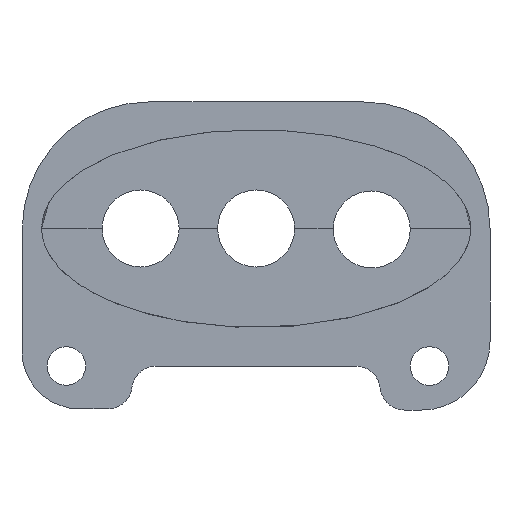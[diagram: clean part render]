
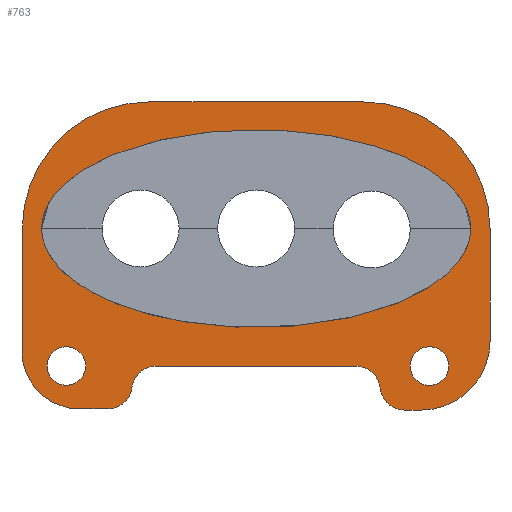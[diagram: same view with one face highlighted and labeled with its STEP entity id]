
A CAD part, front view. The second image highlights one B-rep face of the part: STEP entity #763.
In plain terms, the highlighted planar face has unit normal (0, -1, 0).
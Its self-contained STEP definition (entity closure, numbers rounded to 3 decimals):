
#21=FACE_BOUND('',#156,.T.);
#22=FACE_BOUND('',#157,.T.);
#23=FACE_BOUND('',#158,.T.);
#56=CIRCLE('',#828,3.5);
#57=CIRCLE('',#830,3.5);
#58=CIRCLE('',#832,4.5);
#59=CIRCLE('',#835,4.5);
#60=CIRCLE('',#838,12.5);
#61=CIRCLE('',#840,23.);
#62=CIRCLE('',#843,23.);
#63=CIRCLE('',#845,4.5);
#64=CIRCLE('',#847,4.5);
#65=CIRCLE('',#849,10.5);
#77=ELLIPSE('',#850,39.,18.);
#111=FACE_OUTER_BOUND('',#155,.T.);
#155=EDGE_LOOP('',(#624,#625,#626,#627,#628,#629,#630,#631,#632,#633,#634,
#635,#636,#637));
#156=EDGE_LOOP('',(#638));
#157=EDGE_LOOP('',(#639));
#158=EDGE_LOOP('',(#640));
#201=LINE('',#1210,#269);
#205=LINE('',#1217,#273);
#212=LINE('',#1237,#280);
#214=LINE('',#1243,#282);
#218=LINE('',#1255,#286);
#220=LINE('',#1267,#288);
#269=VECTOR('',#966,10.);
#273=VECTOR('',#972,10.);
#280=VECTOR('',#993,10.);
#282=VECTOR('',#1001,10.);
#286=VECTOR('',#1015,10.);
#288=VECTOR('',#1033,10.);
#347=VERTEX_POINT('',#1207);
#348=VERTEX_POINT('',#1209);
#349=VERTEX_POINT('',#1213);
#350=VERTEX_POINT('',#1215);
#351=VERTEX_POINT('',#1219);
#352=VERTEX_POINT('',#1223);
#353=VERTEX_POINT('',#1227);
#354=VERTEX_POINT('',#1229);
#355=VERTEX_POINT('',#1233);
#356=VERTEX_POINT('',#1235);
#357=VERTEX_POINT('',#1241);
#358=VERTEX_POINT('',#1247);
#359=VERTEX_POINT('',#1249);
#360=VERTEX_POINT('',#1253);
#361=VERTEX_POINT('',#1259);
#362=VERTEX_POINT('',#1265);
#363=VERTEX_POINT('',#1268);
#432=EDGE_CURVE('',#347,#348,#201,.T.);
#436=EDGE_CURVE('',#349,#350,#205,.T.);
#438=EDGE_CURVE('',#351,#351,#56,.T.);
#440=EDGE_CURVE('',#352,#352,#57,.T.);
#443=EDGE_CURVE('',#354,#353,#58,.T.);
#446=EDGE_CURVE('',#355,#356,#212,.T.);
#447=EDGE_CURVE('',#356,#353,#59,.F.);
#449=EDGE_CURVE('',#357,#354,#214,.T.);
#450=EDGE_CURVE('',#348,#357,#60,.T.);
#452=EDGE_CURVE('',#358,#359,#61,.T.);
#455=EDGE_CURVE('',#359,#360,#218,.T.);
#456=EDGE_CURVE('',#360,#347,#62,.T.);
#458=EDGE_CURVE('',#355,#361,#63,.T.);
#459=EDGE_CURVE('',#361,#350,#64,.T.);
#460=EDGE_CURVE('',#349,#362,#65,.T.);
#461=EDGE_CURVE('',#358,#362,#220,.T.);
#462=EDGE_CURVE('',#363,#363,#77,.T.);
#624=ORIENTED_EDGE('',*,*,#460,.F.);
#625=ORIENTED_EDGE('',*,*,#436,.T.);
#626=ORIENTED_EDGE('',*,*,#459,.F.);
#627=ORIENTED_EDGE('',*,*,#458,.F.);
#628=ORIENTED_EDGE('',*,*,#446,.T.);
#629=ORIENTED_EDGE('',*,*,#447,.T.);
#630=ORIENTED_EDGE('',*,*,#443,.F.);
#631=ORIENTED_EDGE('',*,*,#449,.F.);
#632=ORIENTED_EDGE('',*,*,#450,.F.);
#633=ORIENTED_EDGE('',*,*,#432,.F.);
#634=ORIENTED_EDGE('',*,*,#456,.F.);
#635=ORIENTED_EDGE('',*,*,#455,.F.);
#636=ORIENTED_EDGE('',*,*,#452,.F.);
#637=ORIENTED_EDGE('',*,*,#461,.T.);
#638=ORIENTED_EDGE('',*,*,#462,.F.);
#639=ORIENTED_EDGE('',*,*,#438,.F.);
#640=ORIENTED_EDGE('',*,*,#440,.F.);
#729=PLANE('',#848);
#763=ADVANCED_FACE('',(#111,#21,#22,#23),#729,.F.);
#828=AXIS2_PLACEMENT_3D('',#1221,#976,#977);
#830=AXIS2_PLACEMENT_3D('',#1225,#981,#982);
#832=AXIS2_PLACEMENT_3D('',#1231,#987,#988);
#835=AXIS2_PLACEMENT_3D('',#1239,#996,#997);
#838=AXIS2_PLACEMENT_3D('',#1245,#1004,#1005);
#840=AXIS2_PLACEMENT_3D('',#1250,#1009,#1010);
#843=AXIS2_PLACEMENT_3D('',#1257,#1018,#1019);
#845=AXIS2_PLACEMENT_3D('',#1261,#1023,#1024);
#847=AXIS2_PLACEMENT_3D('',#1263,#1027,#1028);
#848=AXIS2_PLACEMENT_3D('',#1264,#1029,#1030);
#849=AXIS2_PLACEMENT_3D('',#1266,#1031,#1032);
#850=AXIS2_PLACEMENT_3D('',#1269,#1034,#1035);
#966=DIRECTION('',(0.,0.,-1.));
#972=DIRECTION('',(1.,0.,-0.003));
#976=DIRECTION('center_axis',(0.,-1.,0.));
#977=DIRECTION('ref_axis',(1.,0.,0.));
#981=DIRECTION('center_axis',(0.,-1.,0.));
#982=DIRECTION('ref_axis',(1.,0.,0.));
#987=DIRECTION('center_axis',(0.,1.,0.));
#988=DIRECTION('ref_axis',(-0.709,0.,-0.706));
#993=DIRECTION('',(1.,0.,0.));
#996=DIRECTION('center_axis',(0.,-1.,0.));
#997=DIRECTION('ref_axis',(0.,0.,-1.));
#1001=DIRECTION('',(-1.,0.,0.));
#1004=DIRECTION('center_axis',(0.,1.,0.));
#1005=DIRECTION('ref_axis',(0.707,0.,-0.707));
#1009=DIRECTION('center_axis',(0.,1.,0.));
#1010=DIRECTION('ref_axis',(-0.706,0.,0.708));
#1015=DIRECTION('',(1.,0.,0.));
#1018=DIRECTION('center_axis',(0.,1.,0.));
#1019=DIRECTION('ref_axis',(0.707,0.,0.707));
#1023=DIRECTION('center_axis',(0.,-1.,0.));
#1024=DIRECTION('ref_axis',(-0.707,0.,0.707));
#1027=DIRECTION('center_axis',(0.,1.,0.));
#1028=DIRECTION('ref_axis',(0.003,0.,1.));
#1029=DIRECTION('center_axis',(0.,1.,0.));
#1030=DIRECTION('ref_axis',(1.,0.,0.));
#1031=DIRECTION('center_axis',(0.,1.,0.));
#1032=DIRECTION('ref_axis',(-0.709,0.,-0.705));
#1033=DIRECTION('',(-0.003,0.,-1.));
#1034=DIRECTION('center_axis',(0.,-1.,0.));
#1035=DIRECTION('ref_axis',(-1.,0.,0.));
#1207=CARTESIAN_POINT('',(56.498,0.,-0.008));
#1209=CARTESIAN_POINT('',(56.498,0.,-20.508));
#1210=CARTESIAN_POINT('',(56.498,0.,22.992));
#1213=CARTESIAN_POINT('',(-18.092,0.,-32.801));
#1215=CARTESIAN_POINT('',(-13.045,0.,-32.815));
#1217=CARTESIAN_POINT('',(-28.592,0.,-32.772));
#1219=CARTESIAN_POINT('',(-24.002,0.,-25.007));
#1221=CARTESIAN_POINT('Origin',(-20.502,0.,-25.007));
#1223=CARTESIAN_POINT('',(41.998,0.,-25.007));
#1225=CARTESIAN_POINT('Origin',(45.498,0.,-25.007));
#1227=CARTESIAN_POINT('',(36.545,0.,-29.007));
#1229=CARTESIAN_POINT('',(41.017,0.,-33.008));
#1231=CARTESIAN_POINT('Origin',(41.017,0.,-28.508));
#1233=CARTESIAN_POINT('',(-4.112,0.,-25.007));
#1235=CARTESIAN_POINT('',(32.073,0.,-25.007));
#1237=CARTESIAN_POINT('',(-8.612,0.,-25.007));
#1239=CARTESIAN_POINT('Origin',(32.073,0.,-29.507));
#1241=CARTESIAN_POINT('',(43.998,0.,-33.008));
#1243=CARTESIAN_POINT('',(56.498,0.,-33.008));
#1245=CARTESIAN_POINT('Origin',(43.998,0.,-20.508));
#1247=CARTESIAN_POINT('',(-28.501,0.,0.056));
#1249=CARTESIAN_POINT('',(-5.501,0.,22.992));
#1250=CARTESIAN_POINT('Origin',(-5.501,0.,-0.008));
#1253=CARTESIAN_POINT('',(33.498,0.,22.992));
#1255=CARTESIAN_POINT('',(-28.437,0.,22.992));
#1257=CARTESIAN_POINT('Origin',(33.498,0.,-0.008));
#1259=CARTESIAN_POINT('',(-8.572,0.,-28.911));
#1261=CARTESIAN_POINT('Origin',(-4.112,0.,-29.507));
#1263=CARTESIAN_POINT('Origin',(-13.033,0.,-28.315));
#1264=CARTESIAN_POINT('Origin',(13.953,0.,-5.008));
#1265=CARTESIAN_POINT('',(-28.563,0.,-22.272));
#1266=CARTESIAN_POINT('Origin',(-18.063,0.,-22.301));
#1267=CARTESIAN_POINT('',(-28.57,0.,-24.772));
#1268=CARTESIAN_POINT('',(53.,0.,-0.014));
#1269=CARTESIAN_POINT('Origin',(14.,0.,-0.008));
